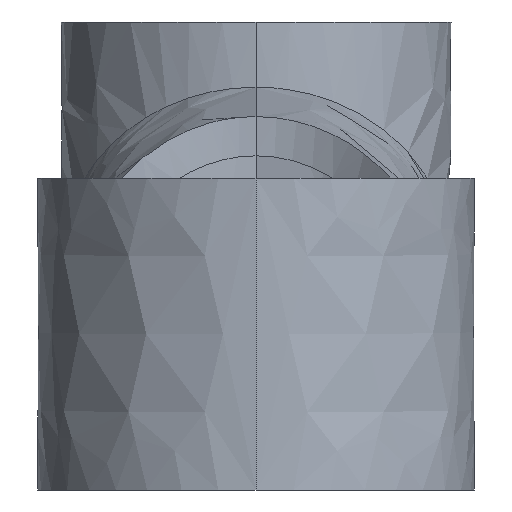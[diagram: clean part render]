
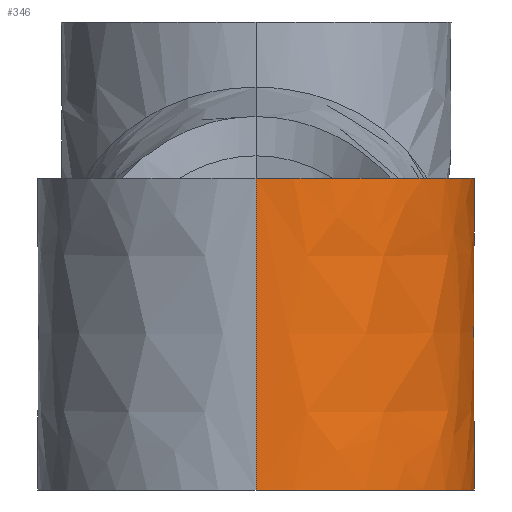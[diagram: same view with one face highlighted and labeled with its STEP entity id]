
A CAD part, left-side view. The second image highlights one B-rep face of the part: STEP entity #346.
In plain terms, the highlighted free-form (B-spline) face has degree [3, 1] with [4, 2] control points.
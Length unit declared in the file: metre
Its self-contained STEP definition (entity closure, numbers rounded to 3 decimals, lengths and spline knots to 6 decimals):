
#35=CIRCLE('',#383,0.014);
#36=CIRCLE('',#384,0.014);
#55=(
BOUNDED_CURVE()
B_SPLINE_CURVE(1,(#567,#568),.UNSPECIFIED.,.F.,.F.)
B_SPLINE_CURVE_WITH_KNOTS((2,2),(0.,1.),.PIECEWISE_BEZIER_KNOTS.)
CURVE()
GEOMETRIC_REPRESENTATION_ITEM()
RATIONAL_B_SPLINE_CURVE((1.,1.))
REPRESENTATION_ITEM('')
);
#78=ORIENTED_EDGE('',*,*,#192,.F.);
#79=ORIENTED_EDGE('',*,*,#193,.T.);
#80=ORIENTED_EDGE('',*,*,#194,.T.);
#81=ORIENTED_EDGE('',*,*,#195,.T.);
#192=EDGE_CURVE('',#249,#250,#35,.T.);
#193=EDGE_CURVE('',#249,#251,#55,.T.);
#194=EDGE_CURVE('',#251,#252,#36,.T.);
#195=EDGE_CURVE('',#252,#250,#274,.T.);
#249=VERTEX_POINT('',#565);
#250=VERTEX_POINT('',#566);
#251=VERTEX_POINT('',#569);
#252=VERTEX_POINT('',#571);
#274=B_SPLINE_CURVE_WITH_KNOTS('',3,(#572,#573,#574,#575,#576,#577,#578,
#579,#580,#581,#582,#583,#584,#585),.UNSPECIFIED.,.F.,.F.,(4,1,1,1,1,1,
1,1,1,1,1,4),(0.003445,0.006794,0.010144,
0.013493,0.015168,0.016843,0.018518,
0.020192,0.021867,0.023542,0.026891,
0.030241),.UNSPECIFIED.);
#284=EDGE_LOOP('',(#78,#79,#80,#81));
#307=FACE_BOUND('',#284,.T.);
#330=(
BOUNDED_SURFACE()
B_SPLINE_SURFACE(3,1,((#556,#557),(#558,#559),(#560,#561),(#562,#563)),
 .CYLINDRICAL_SURF.,.F.,.F.,.F.)
B_SPLINE_SURFACE_WITH_KNOTS((4,4),(2,2),(0.573736,1.),(0.045455,
0.954545),.PIECEWISE_BEZIER_KNOTS.)
GEOMETRIC_REPRESENTATION_ITEM()
RATIONAL_B_SPLINE_SURFACE(((0.749,0.749),(0.348,
0.348),(0.432,0.432),(1.,1.)))
REPRESENTATION_ITEM('')
SURFACE()
);
#346=ADVANCED_FACE('',(#307),#330,.T.);
#383=AXIS2_PLACEMENT_3D('',#564,#424,#425);
#384=AXIS2_PLACEMENT_3D('',#570,#426,#427);
#424=DIRECTION('',(0.,0.,1.));
#425=DIRECTION('',(1.,0.,0.));
#426=DIRECTION('',(0.,0.,1.));
#427=DIRECTION('',(1.,0.,0.));
#556=CARTESIAN_POINT('',(0.013818,-0.004703,0.02));
#557=CARTESIAN_POINT('',(0.013818,-0.004703,0.));
#558=CARTESIAN_POINT('',(0.006134,-0.026249,0.02));
#559=CARTESIAN_POINT('',(0.006134,-0.026249,0.));
#560=CARTESIAN_POINT('',(-0.013368,-0.018434,0.02));
#561=CARTESIAN_POINT('',(-0.013368,-0.018434,0.));
#562=CARTESIAN_POINT('',(-0.013368,0.,0.02));
#563=CARTESIAN_POINT('',(-0.013368,0.,0.));
#564=CARTESIAN_POINT('',(0.000632,0.,0.02));
#565=CARTESIAN_POINT('',(-0.013368,0.,0.02));
#566=CARTESIAN_POINT('',(0.011327,-0.009034,0.02));
#567=CARTESIAN_POINT('',(-0.013368,0.,0.021));
#568=CARTESIAN_POINT('',(-0.013368,0.,-0.001));
#569=CARTESIAN_POINT('',(-0.013368,0.,0.));
#570=CARTESIAN_POINT('',(0.000632,0.,0.));
#571=CARTESIAN_POINT('',(0.013753,-0.004882,0.));
#572=CARTESIAN_POINT('',(0.013753,-0.004882,0.));
#573=CARTESIAN_POINT('',(0.013382,-0.00588,0.000383));
#574=CARTESIAN_POINT('',(0.012463,-0.007669,0.001341));
#575=CARTESIAN_POINT('',(0.010711,-0.009836,0.003276));
#576=CARTESIAN_POINT('',(0.009147,-0.011153,0.005216));
#577=CARTESIAN_POINT('',(0.008011,-0.011909,0.006993));
#578=CARTESIAN_POINT('',(0.007301,-0.012315,0.008479));
#579=CARTESIAN_POINT('',(0.006895,-0.012521,0.010124));
#580=CARTESIAN_POINT('',(0.006948,-0.012495,0.011815));
#581=CARTESIAN_POINT('',(0.007392,-0.012265,0.013434));
#582=CARTESIAN_POINT('',(0.008285,-0.011746,0.015439));
#583=CARTESIAN_POINT('',(0.009651,-0.010784,0.017665));
#584=CARTESIAN_POINT('',(0.010789,-0.009671,0.019268));
#585=CARTESIAN_POINT('',(0.011327,-0.009034,0.02));
